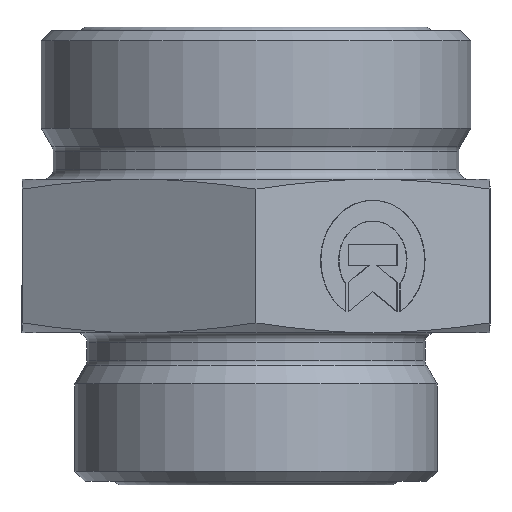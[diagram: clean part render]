
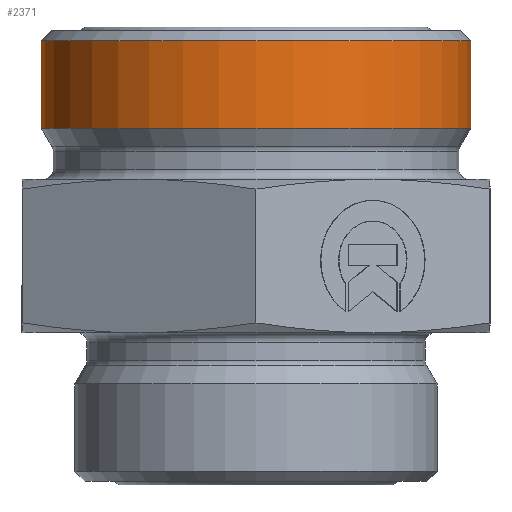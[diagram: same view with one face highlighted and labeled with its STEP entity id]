
A CAD part, front view. The second image highlights one B-rep face of the part: STEP entity #2371.
In plain terms, the highlighted cylindrical face has radius 25.235 mm (diameter 50.47 mm), a full revolution.
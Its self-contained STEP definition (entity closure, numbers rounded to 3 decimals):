
#2337=CARTESIAN_POINT('',(25.235,0.,51.8));
#2338=VERTEX_POINT('',#2337);
#2339=CARTESIAN_POINT('',(0.0,0.0,51.8));
#2340=DIRECTION('',(0.0,0.0,1.0));
#2341=DIRECTION('',(-1.0,0.0,0.0));
#2342=AXIS2_PLACEMENT_3D('',#2339,#2340,#2341);
#2343=CIRCLE('',#2342,25.235);
#2344=EDGE_CURVE('',#2338,#2338,#2343,.T.);
#2352=CARTESIAN_POINT('',(0.0,0.0,53.));
#2353=DIRECTION('',(0.0,0.0,-1.0));
#2354=DIRECTION('',(-1.0,0.0,0.0));
#2355=AXIS2_PLACEMENT_3D('',#2352,#2353,#2354);
#2356=CYLINDRICAL_SURFACE('',#2355,25.235);
#2357=CARTESIAN_POINT('',(0.,25.235,41.542));
#2358=VERTEX_POINT('',#2357);
#2359=CARTESIAN_POINT('',(0.0,0.0,41.542));
#2360=DIRECTION('',(0.0,0.0,1.0));
#2361=DIRECTION('',(-1.0,0.0,0.0));
#2362=AXIS2_PLACEMENT_3D('',#2359,#2360,#2361);
#2363=CIRCLE('',#2362,25.235);
#2364=EDGE_CURVE('',#2358,#2358,#2363,.T.);
#2365=ORIENTED_EDGE('',*,*,#2364,.T.);
#2366=EDGE_LOOP('',(#2365));
#2367=FACE_OUTER_BOUND('',#2366,.T.);
#2368=ORIENTED_EDGE('',*,*,#2344,.F.);
#2369=EDGE_LOOP('',(#2368));
#2370=FACE_BOUND('',#2369,.T.);
#2371=ADVANCED_FACE('',(#2367,#2370),#2356,.T.);
